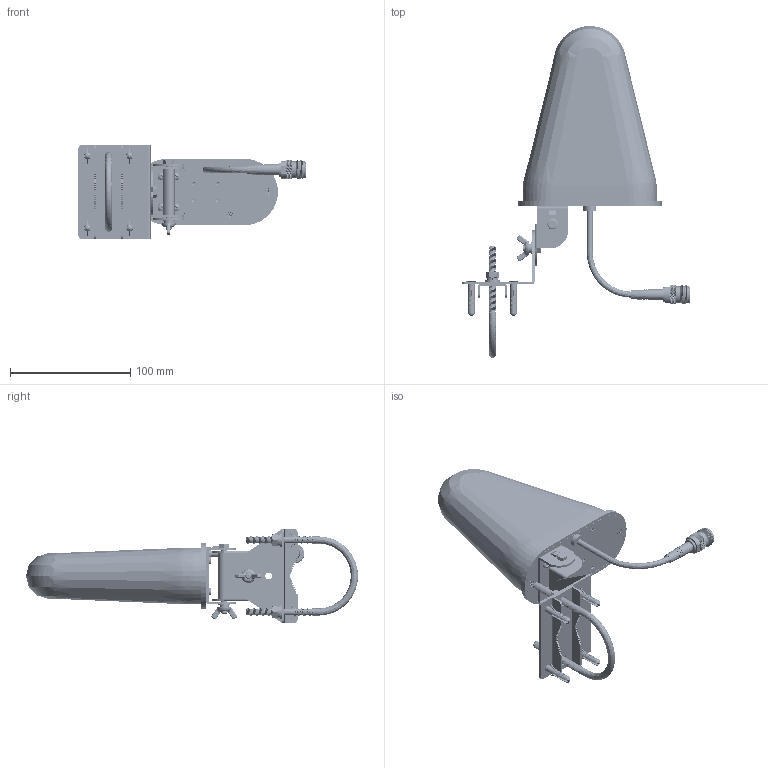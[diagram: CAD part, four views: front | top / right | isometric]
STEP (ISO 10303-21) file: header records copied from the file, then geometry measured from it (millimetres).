
FILE_DESCRIPTION (( 'STEP AP203' ), '1' );
FILE_NAME ('LCANLP1008_3D.STEP', '2022-03-21T19:50:29', ( '' ), ( '' ), 'SwSTEP 2.0', 'SolidWorks 2021', '' );
FILE_SCHEMA (( 'CONFIG_CONTROL_DESIGN' ));
Length unit declared in the file: inch
Products named in the file (28): Copy of M4X5YMLM^LCANLP1008; Copy of L2200327_1^Copy of J2300027_ASM_1_LCANLP1008; Copy of 6_GBT95_1^Copy of J2300027_ASM_1_LCANLP1008; Copy of M6_JS_1^Copy of J2300027_ASM_1_LCANLP1008; Copy of M4_8MM^LCANLP1008; Copy of ST4D2X25_GBT846_1^Copy of J2300027_ASM_1_LCANLP1008; Copy of L2200486^LCANLP1008; Copy of 6_GBT93_1^Copy of J2300027_ASM_1_LCANLP1008; Copy of L2200324_1^Copy of J2300027_ASM_1_LCANLP1008; Copy of M5_DLM_1^Copy of J2300027_ASM_1_LCANLP1008; Copy of L2200115_1^Copy of J2300027_ASM_1_LCANLP1008; Copy of L2200326_1^Copy of J2300027_ASM_1_LCANLP1008; Copy of M6_GBT6170-_1^Copy of J2300027_ASM_1_LCANLP1008; Copy of 5_GBT93_1^Copy of J2300027_ASM_1_LCANLP1008; LCANLP1008_3D; Copy of 3_8CTLCD^LCANLP1008; Copy of L2200325_1^Copy of J2300027_ASM_1_LCANLP1008; Copy of M5X12GBT5782_1^Copy of J2300027_ASM_1_LCANLP1008; Copy of N-KDY-3^LCANLP1008; Copy of M5X55_GBT5783_1^Copy of J2300027_ASM_1_LCANLP1008; Copy of J2300027_ASM_1^LCANLP1008; Copy of B2100308^LCANLP1008; Copy of M6X5DQ^LCANLP1008; Copy of RU-58_U^LCANLP1008; Copy of L2200114_1^Copy of J2300027_ASM_1_LCANLP1008; Copy of M3X10_GBT846^LCANLP1008; Copy of 5_GBT95_1^Copy of J2300027_ASM_1_LCANLP1008; Copy of L2200064^LCANLP1008
Assembly tree (53 placements, depth 3):
  LCANLP1008_3D
    Copy of B2100308^LCANLP1008
    Copy of 3_8CTLCD^LCANLP1008  x4
    Copy of L2200486^LCANLP1008
    Copy of M3X10_GBT846^LCANLP1008  x6
    Copy of J2300027_ASM_1^LCANLP1008
      Copy of L2200325_1^Copy of J2300027_ASM_1_LCANLP1008
      Copy of L2200327_1^Copy of J2300027_ASM_1_LCANLP1008
      Copy of L2200324_1^Copy of J2300027_ASM_1_LCANLP1008
      Copy of L2200326_1^Copy of J2300027_ASM_1_LCANLP1008
      Copy of M5X55_GBT5783_1^Copy of J2300027_ASM_1_LCANLP1008
      Copy of 5_GBT95_1^Copy of J2300027_ASM_1_LCANLP1008  x2
      Copy of 5_GBT93_1^Copy of J2300027_ASM_1_LCANLP1008  x2
      Copy of M5_DLM_1^Copy of J2300027_ASM_1_LCANLP1008  x2
      Copy of ST4D2X25_GBT846_1^Copy of J2300027_ASM_1_LCANLP1008  x4
      Copy of M6_JS_1^Copy of J2300027_ASM_1_LCANLP1008  x4
      Copy of M5X12GBT5782_1^Copy of J2300027_ASM_1_LCANLP1008
      Copy of L2200114_1^Copy of J2300027_ASM_1_LCANLP1008
      Copy of L2200115_1^Copy of J2300027_ASM_1_LCANLP1008
      Copy of 6_GBT95_1^Copy of J2300027_ASM_1_LCANLP1008  x2
      Copy of 6_GBT93_1^Copy of J2300027_ASM_1_LCANLP1008  x2
      Copy of M6_GBT6170-_1^Copy of J2300027_ASM_1_LCANLP1008  x2
    Copy of RU-58_U^LCANLP1008
    Copy of M6X5DQ^LCANLP1008
    Copy of M4X5YMLM^LCANLP1008  x4
    Copy of M4_8MM^LCANLP1008  x4
    Copy of N-KDY-3^LCANLP1008
    Copy of L2200064^LCANLP1008
Bounding box: 189 x 276.22 x 78 mm (x, y, z)
Volume: 139176.5 mm3; surface area: 137877.8 mm2
Topology: 50 solids, 52 shells, 6496 faces, 16310 edges, 9899 vertices
Faces by surface type: plane 2314, bspline 1971, cylinder 1889, cone 289, torus 33
Entity records: 185465 total; most frequent: CARTESIAN_POINT 107218, ORIENTED_EDGE 19088, EDGE_CURVE 9556, DIRECTION 8917, B_SPLINE_CURVE_WITH_KNOTS 6303, VERTEX_POINT 5596, EDGE_LOOP 4154, FACE_OUTER_BOUND 4032
